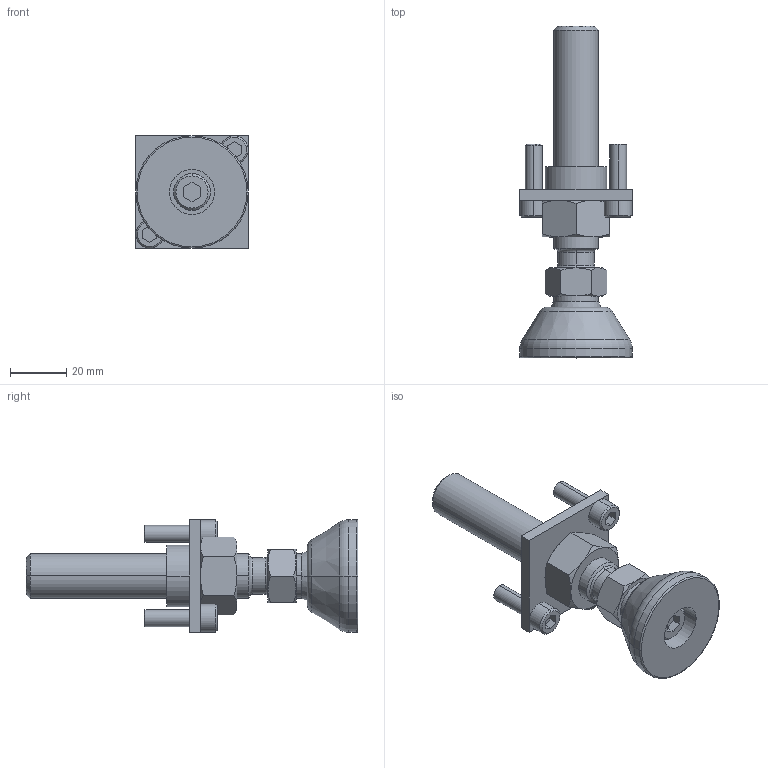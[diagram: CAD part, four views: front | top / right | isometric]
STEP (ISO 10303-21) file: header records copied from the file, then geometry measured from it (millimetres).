
FILE_DESCRIPTION(('Creo Elements/Direct Modeling STEP Export'),'2;1');
FILE_NAME('44.0245.2_Gelenkfuß-MMS-44_40-M16-118mm-ST.stp','2022-03-21T 8:55:01',(''),(''),'PTC Creo Elements/Direct Modeling STEP processor for AP214 (Solid Model)','PTC Creo Elements/Direct Modeling 19.0C 15-Aug-2015 (C) Parametric Technology GmbH','');
FILE_SCHEMA(('AUTOMOTIVE_DESIGN { 1 0 10303 214 1 1 1 1 }'));
Length unit declared in the file: millimetre
Products named in the file (7): Flansch-MMS-44_40x40x12-M16_44.0249_PX171646; Zylinderschraube-DIN7500_M6x20-GEFU-verz_12542_PX171655.1; Fußteller_40x18mm_96.7300_PX171651; Sechskantmutter-DIN934_M16-8.8-verz_11506_PX171652; Fußspindel_M16x110_96.7010_PX171649; Zylinderschraube-DIN6912_M8x16-8.8-verz_10099_PX171657; Gelenkfuß-MMS-44_40-M16-118mm-ST_44.0245.2_PX171658
Assembly tree (7 placements, depth 2):
  Gelenkfuß-MMS-44_40-M16-118mm-ST_44.0245.2_PX171658
    Zylinderschraube-DIN6912_M8x16-8.8-verz_10099_PX171657
    Fußspindel_M16x110_96.7010_PX171649
    Sechskantmutter-DIN934_M16-8.8-verz_11506_PX171652
    Zylinderschraube-DIN7500_M6x20-GEFU-verz_12542_PX171655.1  x2
    Fußteller_40x18mm_96.7300_PX171651
    Flansch-MMS-44_40x40x12-M16_44.0249_PX171646
Bounding box: 40 x 118 x 40 mm (x, y, z)
Volume: 49887.6 mm3; surface area: 20331 mm2
Topology: 7 solids, 7 shells, 169 faces, 363 edges, 218 vertices
Faces by surface type: plane 59, cone 54, cylinder 42, torus 10, sphere 4
Entity records: 5598 total; most frequent: CARTESIAN_POINT 2327, ORIENTED_EDGE 646, DIRECTION 554, EDGE_CURVE 323, AXIS2_PLACEMENT_3D 215, VERTEX_POINT 194, EDGE_LOOP 171, FACE_OUTER_BOUND 151
